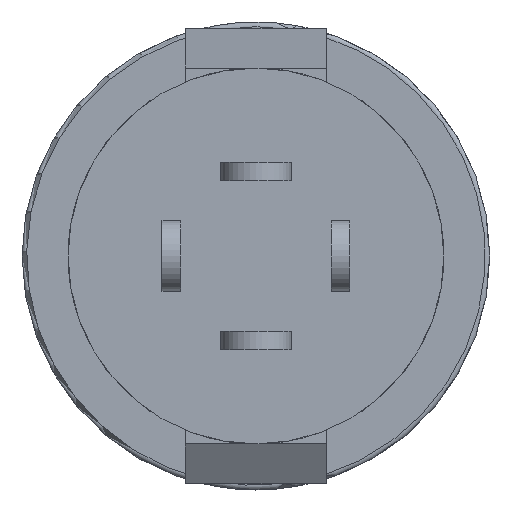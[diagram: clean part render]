
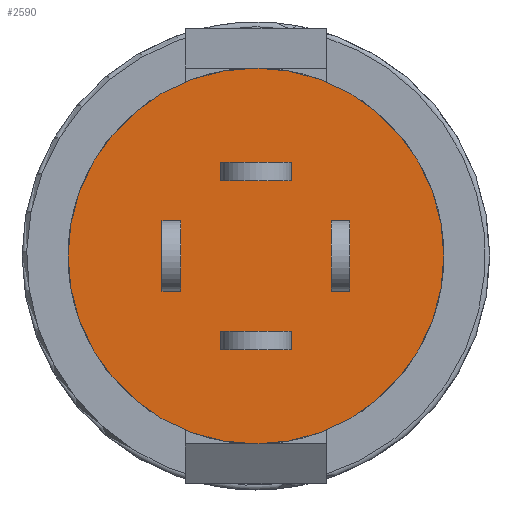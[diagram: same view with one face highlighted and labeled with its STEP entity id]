
A CAD part, front view. The second image highlights one B-rep face of the part: STEP entity #2590.
In plain terms, the highlighted planar face has unit normal (0, -1, 0).
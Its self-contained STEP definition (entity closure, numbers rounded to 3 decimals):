
#34=FACE_BOUND('',#449,.T.);
#35=FACE_BOUND('',#450,.T.);
#36=FACE_BOUND('',#451,.T.);
#37=FACE_BOUND('',#452,.T.);
#171=CIRCLE('',#2808,4.);
#172=CIRCLE('',#2809,4.);
#301=FACE_OUTER_BOUND('',#448,.T.);
#448=EDGE_LOOP('',(#2333,#2334));
#449=EDGE_LOOP('',(#2335,#2336,#2337,#2338));
#450=EDGE_LOOP('',(#2339,#2340,#2341,#2342));
#451=EDGE_LOOP('',(#2343,#2344,#2345,#2346));
#452=EDGE_LOOP('',(#2347,#2348,#2349,#2350));
#691=LINE('',#4054,#980);
#695=LINE('',#4064,#984);
#698=LINE('',#4069,#987);
#699=LINE('',#4071,#988);
#701=LINE('',#4079,#990);
#705=LINE('',#4089,#994);
#708=LINE('',#4094,#997);
#709=LINE('',#4096,#998);
#711=LINE('',#4104,#1000);
#715=LINE('',#4114,#1004);
#718=LINE('',#4119,#1007);
#719=LINE('',#4121,#1008);
#729=LINE('',#4153,#1018);
#733=LINE('',#4163,#1022);
#736=LINE('',#4168,#1025);
#737=LINE('',#4170,#1026);
#980=VECTOR('',#3305,10.);
#984=VECTOR('',#3315,10.);
#987=VECTOR('',#3320,10.);
#988=VECTOR('',#3323,10.);
#990=VECTOR('',#3329,10.);
#994=VECTOR('',#3339,10.);
#997=VECTOR('',#3344,10.);
#998=VECTOR('',#3347,10.);
#1000=VECTOR('',#3353,10.);
#1004=VECTOR('',#3363,10.);
#1007=VECTOR('',#3368,10.);
#1008=VECTOR('',#3371,10.);
#1018=VECTOR('',#3401,10.);
#1022=VECTOR('',#3411,10.);
#1025=VECTOR('',#3416,10.);
#1026=VECTOR('',#3419,10.);
#1216=VERTEX_POINT('',#4051);
#1217=VERTEX_POINT('',#4053);
#1220=VERTEX_POINT('',#4063);
#1221=VERTEX_POINT('',#4067);
#1224=VERTEX_POINT('',#4076);
#1225=VERTEX_POINT('',#4078);
#1228=VERTEX_POINT('',#4088);
#1229=VERTEX_POINT('',#4092);
#1232=VERTEX_POINT('',#4101);
#1233=VERTEX_POINT('',#4103);
#1236=VERTEX_POINT('',#4113);
#1237=VERTEX_POINT('',#4117);
#1248=VERTEX_POINT('',#4150);
#1249=VERTEX_POINT('',#4152);
#1252=VERTEX_POINT('',#4162);
#1253=VERTEX_POINT('',#4166);
#1274=VERTEX_POINT('',#4229);
#1275=VERTEX_POINT('',#4230);
#1547=EDGE_CURVE('',#1217,#1216,#691,.T.);
#1552=EDGE_CURVE('',#1220,#1217,#695,.T.);
#1555=EDGE_CURVE('',#1216,#1221,#698,.T.);
#1556=EDGE_CURVE('',#1221,#1220,#699,.T.);
#1559=EDGE_CURVE('',#1225,#1224,#701,.T.);
#1564=EDGE_CURVE('',#1228,#1225,#705,.T.);
#1567=EDGE_CURVE('',#1224,#1229,#708,.T.);
#1568=EDGE_CURVE('',#1229,#1228,#709,.T.);
#1571=EDGE_CURVE('',#1233,#1232,#711,.T.);
#1576=EDGE_CURVE('',#1236,#1233,#715,.T.);
#1579=EDGE_CURVE('',#1232,#1237,#718,.T.);
#1580=EDGE_CURVE('',#1237,#1236,#719,.T.);
#1595=EDGE_CURVE('',#1249,#1248,#729,.T.);
#1600=EDGE_CURVE('',#1252,#1249,#733,.T.);
#1603=EDGE_CURVE('',#1248,#1253,#736,.T.);
#1604=EDGE_CURVE('',#1253,#1252,#737,.T.);
#1631=EDGE_CURVE('',#1274,#1275,#171,.T.);
#1632=EDGE_CURVE('',#1275,#1274,#172,.T.);
#2333=ORIENTED_EDGE('',*,*,#1631,.T.);
#2334=ORIENTED_EDGE('',*,*,#1632,.T.);
#2335=ORIENTED_EDGE('',*,*,#1547,.T.);
#2336=ORIENTED_EDGE('',*,*,#1555,.T.);
#2337=ORIENTED_EDGE('',*,*,#1556,.T.);
#2338=ORIENTED_EDGE('',*,*,#1552,.T.);
#2339=ORIENTED_EDGE('',*,*,#1559,.T.);
#2340=ORIENTED_EDGE('',*,*,#1567,.T.);
#2341=ORIENTED_EDGE('',*,*,#1568,.T.);
#2342=ORIENTED_EDGE('',*,*,#1564,.T.);
#2343=ORIENTED_EDGE('',*,*,#1571,.T.);
#2344=ORIENTED_EDGE('',*,*,#1579,.T.);
#2345=ORIENTED_EDGE('',*,*,#1580,.T.);
#2346=ORIENTED_EDGE('',*,*,#1576,.T.);
#2347=ORIENTED_EDGE('',*,*,#1600,.T.);
#2348=ORIENTED_EDGE('',*,*,#1595,.T.);
#2349=ORIENTED_EDGE('',*,*,#1603,.T.);
#2350=ORIENTED_EDGE('',*,*,#1604,.T.);
#2460=PLANE('',#2810);
#2590=ADVANCED_FACE('',(#301,#34,#35,#36,#37),#2460,.T.);
#2808=AXIS2_PLACEMENT_3D('',#4231,#3493,#3494);
#2809=AXIS2_PLACEMENT_3D('',#4232,#3495,#3496);
#2810=AXIS2_PLACEMENT_3D('',#4235,#3499,#3500);
#3305=DIRECTION('',(0.,0.,1.));
#3315=DIRECTION('',(-1.,0.,0.));
#3320=DIRECTION('',(1.,0.,0.));
#3323=DIRECTION('',(0.,0.,-1.));
#3329=DIRECTION('',(1.,0.,0.));
#3339=DIRECTION('',(0.,0.,1.));
#3344=DIRECTION('',(0.,0.,-1.));
#3347=DIRECTION('',(-1.,0.,0.));
#3353=DIRECTION('',(0.,0.,-1.));
#3363=DIRECTION('',(1.,0.,0.));
#3368=DIRECTION('',(-1.,0.,0.));
#3371=DIRECTION('',(0.,0.,1.));
#3401=DIRECTION('',(-1.,0.,0.));
#3411=DIRECTION('',(0.,0.,-1.));
#3416=DIRECTION('',(0.,0.,1.));
#3419=DIRECTION('',(1.,0.,0.));
#3493=DIRECTION('center_axis',(0.,-1.,0.));
#3494=DIRECTION('ref_axis',(1.,0.,0.));
#3495=DIRECTION('center_axis',(0.,-1.,0.));
#3496=DIRECTION('ref_axis',(1.,0.,0.));
#3499=DIRECTION('center_axis',(0.,-1.,0.));
#3500=DIRECTION('ref_axis',(0.,0.,-1.));
#4051=CARTESIAN_POINT('',(1.6,-9.05,0.75));
#4053=CARTESIAN_POINT('',(1.6,-9.05,-0.75));
#4054=CARTESIAN_POINT('',(1.6,-9.05,-0.375));
#4063=CARTESIAN_POINT('',(2.,-9.05,-0.75));
#4064=CARTESIAN_POINT('',(2.,-9.05,-0.75));
#4067=CARTESIAN_POINT('',(2.,-9.05,0.75));
#4069=CARTESIAN_POINT('',(1.8,-9.05,0.75));
#4071=CARTESIAN_POINT('',(2.,-9.05,0.375));
#4076=CARTESIAN_POINT('',(0.75,-9.05,-1.6));
#4078=CARTESIAN_POINT('',(-0.75,-9.05,-1.6));
#4079=CARTESIAN_POINT('',(0.625,-9.05,-1.6));
#4088=CARTESIAN_POINT('',(-0.75,-9.05,-2.));
#4089=CARTESIAN_POINT('',(-0.75,-9.05,-1.));
#4092=CARTESIAN_POINT('',(0.75,-9.05,-2.));
#4094=CARTESIAN_POINT('',(0.75,-9.05,-0.8));
#4096=CARTESIAN_POINT('',(1.375,-9.05,-2.));
#4101=CARTESIAN_POINT('',(-1.6,-9.05,-0.75));
#4103=CARTESIAN_POINT('',(-1.6,-9.05,0.75));
#4104=CARTESIAN_POINT('',(-1.6,-9.05,0.375));
#4113=CARTESIAN_POINT('',(-2.,-9.05,0.75));
#4114=CARTESIAN_POINT('',(0.,-9.05,0.75));
#4117=CARTESIAN_POINT('',(-2.,-9.05,-0.75));
#4119=CARTESIAN_POINT('',(0.2,-9.05,-0.75));
#4121=CARTESIAN_POINT('',(-2.,-9.05,-0.375));
#4150=CARTESIAN_POINT('',(-0.75,-9.05,1.6));
#4152=CARTESIAN_POINT('',(0.75,-9.05,1.6));
#4153=CARTESIAN_POINT('',(1.375,-9.05,1.6));
#4162=CARTESIAN_POINT('',(0.75,-9.05,2.));
#4163=CARTESIAN_POINT('',(0.75,-9.05,1.));
#4166=CARTESIAN_POINT('',(-0.75,-9.05,2.));
#4168=CARTESIAN_POINT('',(-0.75,-9.05,0.8));
#4170=CARTESIAN_POINT('',(0.625,-9.05,2.));
#4229=CARTESIAN_POINT('',(4.,-9.05,0.));
#4230=CARTESIAN_POINT('',(-4.,-9.05,0.));
#4231=CARTESIAN_POINT('Origin',(0.,-9.05,0.));
#4232=CARTESIAN_POINT('Origin',(0.,-9.05,0.));
#4235=CARTESIAN_POINT('Origin',(2.,-9.05,0.));
